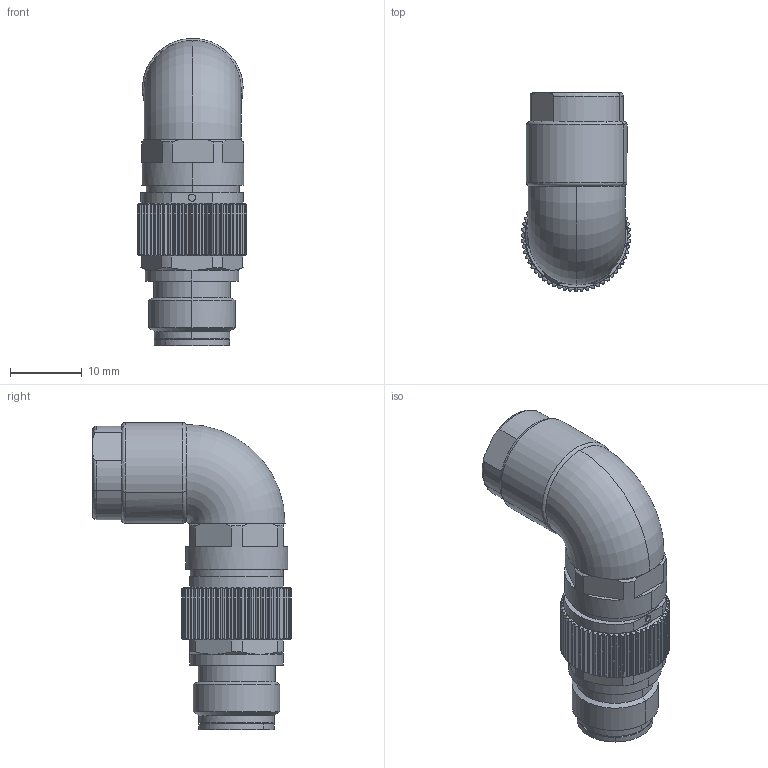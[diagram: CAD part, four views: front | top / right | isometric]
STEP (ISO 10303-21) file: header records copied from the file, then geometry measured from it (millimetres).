
FILE_DESCRIPTION(('CATIA V5 STEP Exchange','CAx-IF Rec.Pracs.--- Model Styling and Organization---1.5--- 2016-08-15','CAx-IF Rec.Pracs.---Supplemental Geometry---1.0---2011-11-01','CAx-IF Rec.Pracs.--- Composite Materials ---1.1---2010-07-15'),'2;1');
FILE_NAME ('1165825-2_1', '2025-11-14T08:52:04+00:00', ('none'), ('Weidmueller'), 'CATIA Version 5-6 Release 2024 SP4', 'CATIA V5 STEP AP214 v3', 'none');
FILE_SCHEMA(('AUTOMOTIVE_DESIGN { 1 0 10303 214 1 1 1 1 }'));
Length unit declared in the file: millimetre
Products named in the file (1): 2702690000
Bounding box: 15.2 x 27.59 x 42.68 mm (x, y, z)
Volume: 6359.2 mm3; surface area: 5750.2 mm2
Topology: 1 solids, 9 shells, 703 faces, 1980 edges, 1307 vertices
Faces by surface type: plane 270, cylinder 250, torus 72, cone 60, bspline 31, sphere 20
Entity records: 24497 total; most frequent: CARTESIAN_POINT 7328, ORIENTED_EDGE 3904, DIRECTION 2711, EDGE_CURVE 1952, AXIS2_PLACEMENT_3D 1436, VERTEX_POINT 1307, CIRCLE 784, EDGE_LOOP 757
